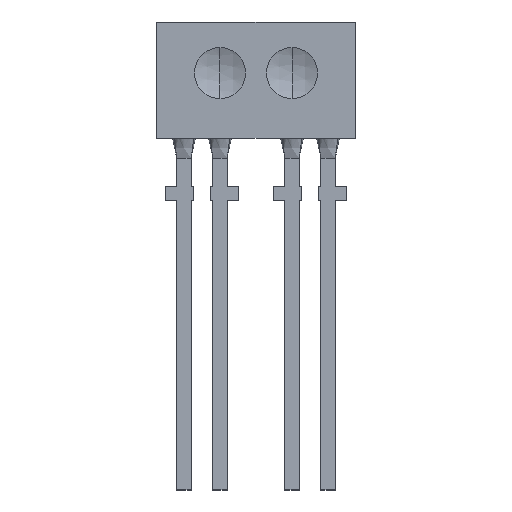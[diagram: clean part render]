
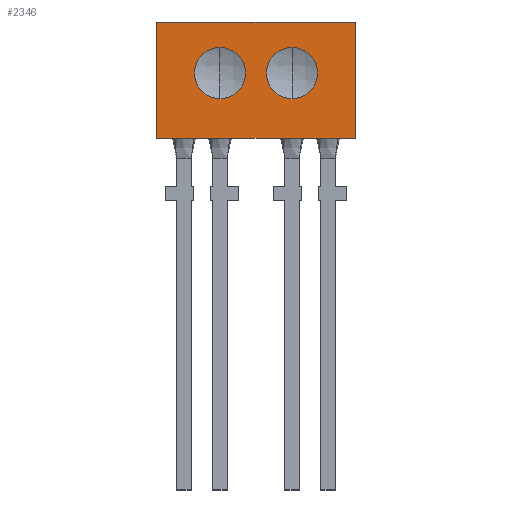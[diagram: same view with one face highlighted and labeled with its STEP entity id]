
A CAD part, top view. The second image highlights one B-rep face of the part: STEP entity #2346.
In plain terms, the highlighted planar face has unit normal (0, 0, 1).
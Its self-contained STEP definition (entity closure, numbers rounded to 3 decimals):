
#33 = ORIENTED_EDGE ( 'NONE', *, *, #2595, .T. ) ;
#51 = VECTOR ( 'NONE', #2644, 1000. ) ;
#69 = VERTEX_POINT ( 'NONE', #124 ) ;
#90 = EDGE_LOOP ( 'NONE', ( #33, #115 ) ) ;
#115 = ORIENTED_EDGE ( 'NONE', *, *, #928, .T. ) ;
#124 = CARTESIAN_POINT ( 'NONE',  ( 3.5, 6.3, 1.25 ) ) ;
#193 = CARTESIAN_POINT ( 'NONE',  ( 0., 0., 1.25 ) ) ;
#228 = CARTESIAN_POINT ( 'NONE',  ( 1.27, 3.6, 1.25 ) ) ;
#249 = CARTESIAN_POINT ( 'NONE',  ( -1.27, 4.5, 1.25 ) ) ;
#303 = DIRECTION ( 'NONE',  ( 0., 0., 1. ) ) ;
#373 = CIRCLE ( 'NONE', #1522, 0.9 ) ;
#418 = AXIS2_PLACEMENT_3D ( 'NONE', #193, #1883, #612 ) ;
#476 = CIRCLE ( 'NONE', #682, 0.9 ) ;
#486 = CARTESIAN_POINT ( 'NONE',  ( 3.5, 2.2, 1.25 ) ) ;
#490 = EDGE_LOOP ( 'NONE', ( #1548, #2465 ) ) ;
#507 = EDGE_CURVE ( 'NONE', #69, #2521, #1362, .T. ) ;
#515 = DIRECTION ( 'NONE',  ( 1., 0., 0. ) ) ;
#530 = EDGE_CURVE ( 'NONE', #1541, #1981, #476, .T. ) ;
#564 = EDGE_LOOP ( 'NONE', ( #2745, #1005, #2140, #1003 ) ) ;
#566 = CARTESIAN_POINT ( 'NONE',  ( -3.5, 2.2, 1.25 ) ) ;
#587 = VERTEX_POINT ( 'NONE', #2673 ) ;
#590 = PLANE ( 'NONE',  #418 ) ;
#598 = VECTOR ( 'NONE', #1674, 1000. ) ;
#612 = DIRECTION ( 'NONE',  ( 1., 0., 0. ) ) ;
#682 = AXIS2_PLACEMENT_3D ( 'NONE', #1997, #1795, #2228 ) ;
#730 = CARTESIAN_POINT ( 'NONE',  ( -1.27, 5.4, 1.25 ) ) ;
#763 = DIRECTION ( 'NONE',  ( -1., 0., 0. ) ) ;
#787 = VECTOR ( 'NONE', #763, 1000. ) ;
#843 = CARTESIAN_POINT ( 'NONE',  ( -1.27, 4.5, 1.25 ) ) ;
#891 = DIRECTION ( 'NONE',  ( -1., 0., 0. ) ) ;
#892 = CARTESIAN_POINT ( 'NONE',  ( -1.27, 3.6, 1.25 ) ) ;
#907 = EDGE_CURVE ( 'NONE', #587, #69, #2242, .T. ) ;
#928 = EDGE_CURVE ( 'NONE', #1625, #1153, #1194, .T. ) ;
#1003 = ORIENTED_EDGE ( 'NONE', *, *, #507, .T. ) ;
#1005 = ORIENTED_EDGE ( 'NONE', *, *, #1426, .T. ) ;
#1066 = CIRCLE ( 'NONE', #1638, 0.9 ) ;
#1102 = VECTOR ( 'NONE', #2201, 1000. ) ;
#1149 = EDGE_CURVE ( 'NONE', #1981, #1541, #373, .T. ) ;
#1153 = VERTEX_POINT ( 'NONE', #730 ) ;
#1194 = CIRCLE ( 'NONE', #2441, 0.9 ) ;
#1355 = FACE_OUTER_BOUND ( 'NONE', #564, .T. ) ;
#1362 = LINE ( 'NONE', #2653, #787 ) ;
#1426 = EDGE_CURVE ( 'NONE', #2293, #587, #2102, .T. ) ;
#1457 = DIRECTION ( 'NONE',  ( 0., 0., -1. ) ) ;
#1522 = AXIS2_PLACEMENT_3D ( 'NONE', #2686, #303, #515 ) ;
#1541 = VERTEX_POINT ( 'NONE', #2270 ) ;
#1544 = CARTESIAN_POINT ( 'NONE',  ( 3.5, 2.2, 1.25 ) ) ;
#1548 = ORIENTED_EDGE ( 'NONE', *, *, #530, .F. ) ;
#1625 = VERTEX_POINT ( 'NONE', #892 ) ;
#1638 = AXIS2_PLACEMENT_3D ( 'NONE', #843, #1457, #2101 ) ;
#1674 = DIRECTION ( 'NONE',  ( 0., -1., 0. ) ) ;
#1693 = LINE ( 'NONE', #566, #598 ) ;
#1795 = DIRECTION ( 'NONE',  ( 0., 0., 1. ) ) ;
#1881 = FACE_BOUND ( 'NONE', #490, .T. ) ;
#1883 = DIRECTION ( 'NONE',  ( 0., 0., 1. ) ) ;
#1981 = VERTEX_POINT ( 'NONE', #228 ) ;
#1997 = CARTESIAN_POINT ( 'NONE',  ( 1.27, 4.5, 1.25 ) ) ;
#2095 = FACE_BOUND ( 'NONE', #90, .T. ) ;
#2101 = DIRECTION ( 'NONE',  ( -1., 0., 0. ) ) ;
#2102 = LINE ( 'NONE', #486, #51 ) ;
#2140 = ORIENTED_EDGE ( 'NONE', *, *, #907, .T. ) ;
#2193 = DIRECTION ( 'NONE',  ( 0., 0., -1. ) ) ;
#2201 = DIRECTION ( 'NONE',  ( 0., 1., 0. ) ) ;
#2228 = DIRECTION ( 'NONE',  ( 1., 0., 0. ) ) ;
#2242 = LINE ( 'NONE', #1544, #1102 ) ;
#2270 = CARTESIAN_POINT ( 'NONE',  ( 1.27, 5.4, 1.25 ) ) ;
#2293 = VERTEX_POINT ( 'NONE', #2766 ) ;
#2326 = EDGE_CURVE ( 'NONE', #2521, #2293, #1693, .T. ) ;
#2346 = ADVANCED_FACE ( 'NONE', ( #2095, #1881, #1355 ), #590, .T. ) ;
#2395 = CARTESIAN_POINT ( 'NONE',  ( -3.5, 6.3, 1.25 ) ) ;
#2441 = AXIS2_PLACEMENT_3D ( 'NONE', #249, #2193, #891 ) ;
#2465 = ORIENTED_EDGE ( 'NONE', *, *, #1149, .F. ) ;
#2521 = VERTEX_POINT ( 'NONE', #2395 ) ;
#2595 = EDGE_CURVE ( 'NONE', #1153, #1625, #1066, .T. ) ;
#2644 = DIRECTION ( 'NONE',  ( 1., 0., 0. ) ) ;
#2653 = CARTESIAN_POINT ( 'NONE',  ( 3.5, 6.3, 1.25 ) ) ;
#2673 = CARTESIAN_POINT ( 'NONE',  ( 3.5, 2.2, 1.25 ) ) ;
#2686 = CARTESIAN_POINT ( 'NONE',  ( 1.27, 4.5, 1.25 ) ) ;
#2745 = ORIENTED_EDGE ( 'NONE', *, *, #2326, .T. ) ;
#2766 = CARTESIAN_POINT ( 'NONE',  ( -3.5, 2.2, 1.25 ) ) ;
